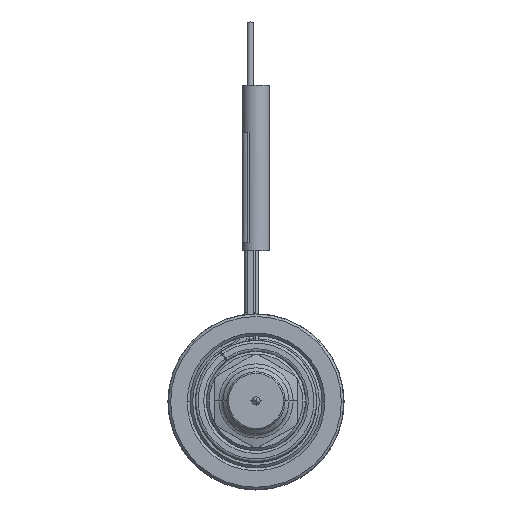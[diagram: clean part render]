
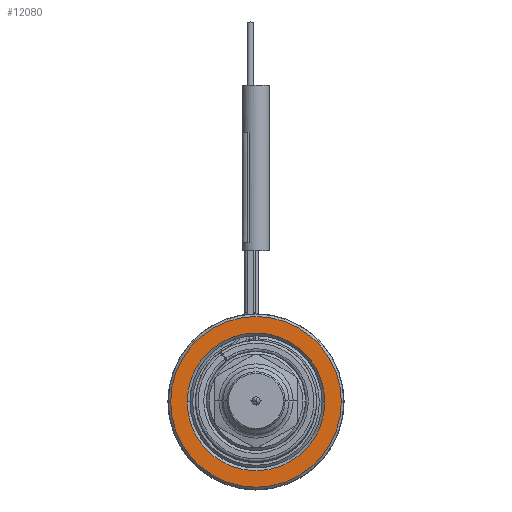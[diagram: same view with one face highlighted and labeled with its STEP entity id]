
A CAD part, top view. The second image highlights one B-rep face of the part: STEP entity #12080.
In plain terms, the highlighted planar face has unit normal (0, 0, 1).
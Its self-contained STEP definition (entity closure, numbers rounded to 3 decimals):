
#2849=CARTESIAN_POINT('',(0.,0.,25.));
#2850=DIRECTION('',(0.,0.,-1.));
#2851=DIRECTION('',(-1.,0.,0.));
#2852=AXIS2_PLACEMENT_3D('',#2849,#2850,#2851);
#2863=CARTESIAN_POINT('',(0.,0.,25.));
#2864=DIRECTION('',(0.,0.,-1.));
#2865=DIRECTION('',(1.,0.,0.));
#2866=AXIS2_PLACEMENT_3D('',#2863,#2864,#2865);
#2877=CARTESIAN_POINT('',(0.,0.,
25.));
#2878=DIRECTION('',(0.,0.,-1.));
#2879=DIRECTION('',(1.,0.,0.));
#2880=AXIS2_PLACEMENT_3D('',#2877,#2878,#2879);
#2891=CARTESIAN_POINT('',(0.,0.,25.));
#2892=DIRECTION('',(0.,0.,-1.));
#2893=DIRECTION('',(-1.,0.,0.));
#2894=AXIS2_PLACEMENT_3D('',#2891,#2892,#2893);
#7447=CARTESIAN_POINT('',(15.5,0.,25.));
#7448=CARTESIAN_POINT('',(-15.5,0.,
25.));
#7449=VERTEX_POINT('',#7447);
#7450=VERTEX_POINT('',#7448);
#7451=CARTESIAN_POINT('',(12.5,0.,25.));
#7452=CARTESIAN_POINT('',(-12.5,0.,25.));
#7453=VERTEX_POINT('',#7451);
#7454=VERTEX_POINT('',#7452);
#12065=CARTESIAN_POINT('',(0.,0.,25.));
#12066=DIRECTION('',(0.,0.,1.));
#12067=DIRECTION('',(-1.,0.,0.));
#12068=AXIS2_PLACEMENT_3D('',#12065,#12066,#12067);
#12069=PLANE('',#12068);
#12070=ORIENTED_EDGE('',*,*,#12047,.T.);
#12071=ORIENTED_EDGE('',*,*,#12032,.T.);
#12072=EDGE_LOOP('',(#12070,#12071));
#12073=FACE_OUTER_BOUND('',#12072,.F.);
#12075=ORIENTED_EDGE('',*,*,#12074,.F.);
#12077=ORIENTED_EDGE('',*,*,#12076,.F.);
#12078=EDGE_LOOP('',(#12075,#12077));
#12079=FACE_BOUND('',#12078,.F.);
#2853=CIRCLE('',#2852,15.5);
#2867=CIRCLE('',#2866,15.5);
#2881=CIRCLE('',#2880,12.5);
#2895=CIRCLE('',#2894,12.5);
#12032=EDGE_CURVE('',#7450,#7449,#2853,.T.);
#12047=EDGE_CURVE('',#7449,#7450,#2867,.T.);
#12074=EDGE_CURVE('',#7453,#7454,#2881,.T.);
#12076=EDGE_CURVE('',#7454,#7453,#2895,.T.);
#12080=ADVANCED_FACE('',(#12073,#12079),#12069,.T.);
